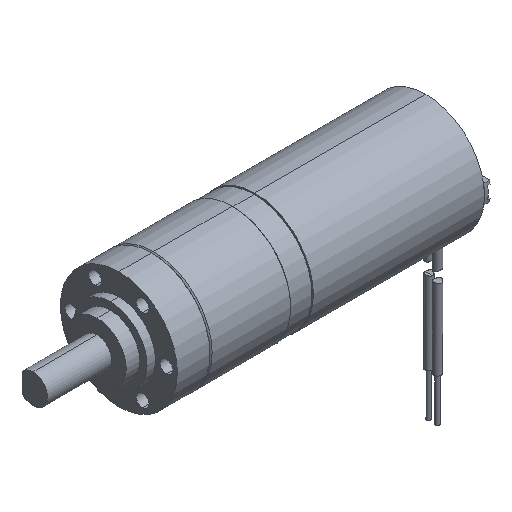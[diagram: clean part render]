
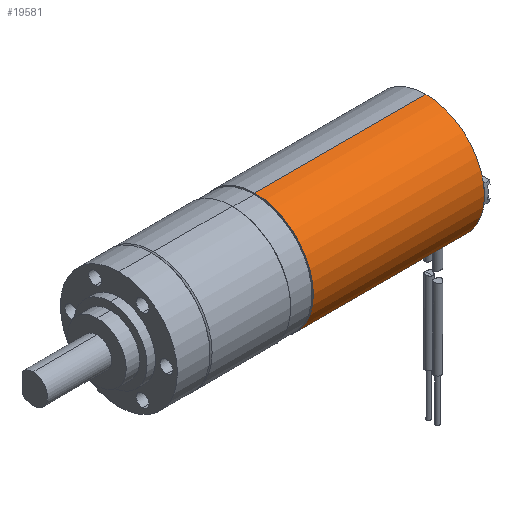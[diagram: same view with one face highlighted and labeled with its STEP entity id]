
A CAD part, isometric view. The second image highlights one B-rep face of the part: STEP entity #19581.
In plain terms, the highlighted cylindrical face has radius 8 mm (diameter 16 mm), a partial arc.
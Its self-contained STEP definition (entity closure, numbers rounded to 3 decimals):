
#3543 = DIRECTION ( 'NONE',  ( -1., 0., 0. ) ) ;
#4161 = VECTOR ( 'NONE', #12202, 1000. ) ;
#6364 = CARTESIAN_POINT ( 'NONE',  ( 3.1, 0., -8. ) ) ;
#6445 = EDGE_CURVE ( 'NONE', #7554, #31260, #44392, .T. ) ;
#7554 = VERTEX_POINT ( 'NONE', #15243 ) ;
#8969 = CIRCLE ( 'NONE', #43424, 8. ) ;
#11237 = DIRECTION ( 'NONE',  ( 0., 0., 1. ) ) ;
#12202 = DIRECTION ( 'NONE',  ( -1., 0., 0. ) ) ;
#12696 = AXIS2_PLACEMENT_3D ( 'NONE', #33889, #3543, #11237 ) ;
#14110 = CARTESIAN_POINT ( 'NONE',  ( 14.8, 0., 8. ) ) ;
#15243 = CARTESIAN_POINT ( 'NONE',  ( 26.5, 0., -8. ) ) ;
#15872 = ORIENTED_EDGE ( 'NONE', *, *, #42943, .T. ) ;
#16567 = DIRECTION ( 'NONE',  ( -1., 0., 0. ) ) ;
#17942 = DIRECTION ( 'NONE',  ( -1., 0., 0. ) ) ;
#17980 = DIRECTION ( 'NONE',  ( 1., 0., 0. ) ) ;
#18867 = ORIENTED_EDGE ( 'NONE', *, *, #43793, .T. ) ;
#19053 = VERTEX_POINT ( 'NONE', #22077 ) ;
#19581 = ADVANCED_FACE ( 'NONE', ( #31553 ), #26828, .T. ) ;
#22077 = CARTESIAN_POINT ( 'NONE',  ( 26.5, 0., 8. ) ) ;
#23566 = CIRCLE ( 'NONE', #28964, 8. ) ;
#26828 = CYLINDRICAL_SURFACE ( 'NONE', #12696, 8. ) ;
#27525 = LINE ( 'NONE', #14110, #46467 ) ;
#27774 = EDGE_LOOP ( 'NONE', ( #41596, #15872, #38806, #18867 ) ) ;
#28964 = AXIS2_PLACEMENT_3D ( 'NONE', #40686, #17980, #44465 ) ;
#31260 = VERTEX_POINT ( 'NONE', #6364 ) ;
#31553 = FACE_OUTER_BOUND ( 'NONE', #27774, .T. ) ;
#33889 = CARTESIAN_POINT ( 'NONE',  ( 14.8, 0., 0. ) ) ;
#38431 = CARTESIAN_POINT ( 'NONE',  ( 3.1, 0., 8. ) ) ;
#38806 = ORIENTED_EDGE ( 'NONE', *, *, #46661, .T. ) ;
#39236 = CARTESIAN_POINT ( 'NONE',  ( 26.5, 0., 0. ) ) ;
#40686 = CARTESIAN_POINT ( 'NONE',  ( 3.1, 0., 0. ) ) ;
#41596 = ORIENTED_EDGE ( 'NONE', *, *, #6445, .F. ) ;
#42943 = EDGE_CURVE ( 'NONE', #7554, #19053, #8969, .T. ) ;
#43032 = DIRECTION ( 'NONE',  ( 0., 0., 1. ) ) ;
#43424 = AXIS2_PLACEMENT_3D ( 'NONE', #39236, #16567, #43032 ) ;
#43793 = EDGE_CURVE ( 'NONE', #44499, #31260, #23566, .T. ) ;
#44392 = LINE ( 'NONE', #46322, #4161 ) ;
#44465 = DIRECTION ( 'NONE',  ( 0., 0., 1. ) ) ;
#44499 = VERTEX_POINT ( 'NONE', #38431 ) ;
#46322 = CARTESIAN_POINT ( 'NONE',  ( 14.8, 0., -8. ) ) ;
#46467 = VECTOR ( 'NONE', #17942, 1000. ) ;
#46661 = EDGE_CURVE ( 'NONE', #19053, #44499, #27525, .T. ) ;
